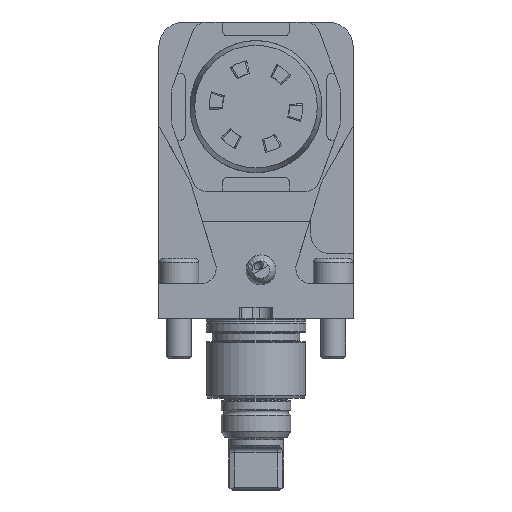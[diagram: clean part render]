
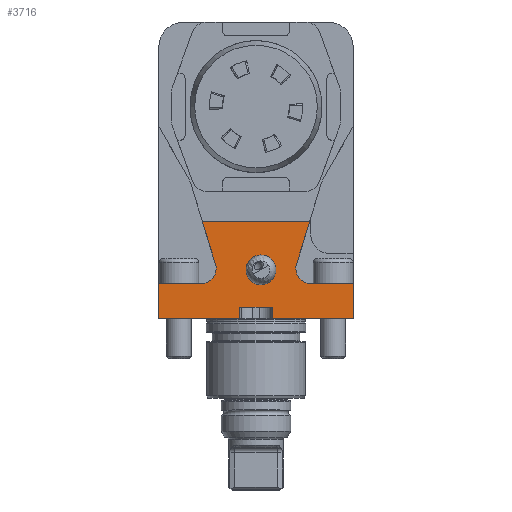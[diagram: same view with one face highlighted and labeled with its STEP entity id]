
A CAD part, top view. The second image highlights one B-rep face of the part: STEP entity #3716.
In plain terms, the highlighted planar face has unit normal (0, 0, 1).
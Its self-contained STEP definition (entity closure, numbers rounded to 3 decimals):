
#253 = CIRCLE ( 'NONE', #27739, 5.979 ) ;
#400 = CARTESIAN_POINT ( 'NONE',  ( 16.262, -63.246, 51.5 ) ) ;
#603 = ORIENTED_EDGE ( 'NONE', *, *, #18636, .F. ) ;
#614 = DIRECTION ( 'NONE',  ( 0., 0., 1. ) ) ;
#668 = VERTEX_POINT ( 'NONE', #6993 ) ;
#977 = VERTEX_POINT ( 'NONE', #8189 ) ;
#1213 = VERTEX_POINT ( 'NONE', #26880 ) ;
#2522 = ORIENTED_EDGE ( 'NONE', *, *, #9942, .F. ) ;
#2843 = AXIS2_PLACEMENT_3D ( 'NONE', #21803, #3073, #10520 ) ;
#3073 = DIRECTION ( 'NONE',  ( 0., 0., 1. ) ) ;
#3204 = LINE ( 'NONE', #17077, #28602 ) ;
#3350 = CARTESIAN_POINT ( 'NONE',  ( 39., -71., 51.5 ) ) ;
#3661 = DIRECTION ( 'NONE',  ( 1., 0., 0. ) ) ;
#3716 = ADVANCED_FACE ( 'Defeature completata1_17', ( #16282, #6904 ), #13929, .T. ) ;
#4328 = EDGE_LOOP ( 'NONE', ( #25381, #15094, #603, #16629, #10380, #29851, #5039, #26307, #6581, #7059, #10941, #10337, #4993, #23615 ) ) ;
#4336 = CARTESIAN_POINT ( 'NONE',  ( -39., -46., 51.5 ) ) ;
#4359 = CARTESIAN_POINT ( 'NONE',  ( -39., -85., 51.5 ) ) ;
#4514 = CARTESIAN_POINT ( 'NONE',  ( 6.5, -80.5, 51.5 ) ) ;
#4663 = CARTESIAN_POINT ( 'NONE',  ( 39., -46., 51.5 ) ) ;
#4802 = CARTESIAN_POINT ( 'NONE',  ( -39., -85., 51.5 ) ) ;
#4993 = ORIENTED_EDGE ( 'NONE', *, *, #18193, .F. ) ;
#5025 = EDGE_CURVE ( 'NONE', #26040, #17351, #7974, .T. ) ;
#5039 = ORIENTED_EDGE ( 'NONE', *, *, #11334, .F. ) ;
#5143 = CARTESIAN_POINT ( 'NONE',  ( -22., -71., 51.5 ) ) ;
#5164 = VECTOR ( 'NONE', #8284, 1000. ) ;
#5808 = DIRECTION ( 'NONE',  ( -0.292, 0.956, 0. ) ) ;
#6108 = VERTEX_POINT ( 'NONE', #22975 ) ;
#6454 = LINE ( 'NONE', #25380, #16218 ) ;
#6524 = VERTEX_POINT ( 'NONE', #24302 ) ;
#6581 = ORIENTED_EDGE ( 'NONE', *, *, #28238, .F. ) ;
#6904 = FACE_OUTER_BOUND ( 'NONE', #4328, .T. ) ;
#6993 = CARTESIAN_POINT ( 'NONE',  ( 21.535, -46., 51.5 ) ) ;
#7059 = ORIENTED_EDGE ( 'NONE', *, *, #27984, .F. ) ;
#7264 = DIRECTION ( 'NONE',  ( 0., 0., 1. ) ) ;
#7484 = LINE ( 'NONE', #5143, #8848 ) ;
#7487 = EDGE_CURVE ( 'NONE', #17178, #10253, #16658, .T. ) ;
#7974 = LINE ( 'NONE', #17972, #5164 ) ;
#8189 = CARTESIAN_POINT ( 'NONE',  ( 39., -85., 51.5 ) ) ;
#8284 = DIRECTION ( 'NONE',  ( -1., 0., 0. ) ) ;
#8848 = VECTOR ( 'NONE', #26548, 1000. ) ;
#8994 = CARTESIAN_POINT ( 'NONE',  ( -39., -85., 51.5 ) ) ;
#9099 = CARTESIAN_POINT ( 'NONE',  ( -6.5, -85., 51.5 ) ) ;
#9161 = DIRECTION ( 'NONE',  ( 1., 0., 0. ) ) ;
#9451 = DIRECTION ( 'NONE',  ( 0., -1., 0. ) ) ;
#9942 = EDGE_CURVE ( 'NONE', #19449, #19449, #253, .T. ) ;
#10092 = DIRECTION ( 'NONE',  ( -1., 0., 0. ) ) ;
#10201 = EDGE_CURVE ( 'NONE', #26040, #25170, #6454, .T. ) ;
#10253 = VERTEX_POINT ( 'NONE', #9099 ) ;
#10337 = ORIENTED_EDGE ( 'NONE', *, *, #7487, .T. ) ;
#10380 = ORIENTED_EDGE ( 'NONE', *, *, #17000, .F. ) ;
#10418 = LINE ( 'NONE', #17462, #30711 ) ;
#10520 = DIRECTION ( 'NONE',  ( 1., 0., 0. ) ) ;
#10941 = ORIENTED_EDGE ( 'NONE', *, *, #26361, .T. ) ;
#11053 = CARTESIAN_POINT ( 'NONE',  ( 6.5, -85., 51.5 ) ) ;
#11308 = AXIS2_PLACEMENT_3D ( 'NONE', #23151, #18316, #21102 ) ;
#11334 = EDGE_CURVE ( 'NONE', #18662, #668, #24532, .T. ) ;
#12173 = VECTOR ( 'NONE', #18556, 1000. ) ;
#12314 = CIRCLE ( 'NONE', #24296, 6. ) ;
#12815 = DIRECTION ( 'NONE',  ( 1., 0., 0. ) ) ;
#12839 = CARTESIAN_POINT ( 'NONE',  ( -26.304, -30.4, 51.5 ) ) ;
#13419 = EDGE_CURVE ( 'NONE', #25170, #977, #28528, .T. ) ;
#13485 = DIRECTION ( 'NONE',  ( 0., -1., 0. ) ) ;
#13929 = PLANE ( 'NONE',  #11308 ) ;
#14328 = DIRECTION ( 'NONE',  ( 1., 0., 0. ) ) ;
#14460 = CARTESIAN_POINT ( 'NONE',  ( 2.001, -65.5, 51.5 ) ) ;
#15094 = ORIENTED_EDGE ( 'NONE', *, *, #13419, .T. ) ;
#15502 = LINE ( 'NONE', #25043, #25672 ) ;
#15508 = EDGE_CURVE ( 'NONE', #1213, #24922, #15502, .T. ) ;
#15664 = VECTOR ( 'NONE', #14328, 1000. ) ;
#16206 = EDGE_LOOP ( 'NONE', ( #2522 ) ) ;
#16218 = VECTOR ( 'NONE', #13485, 1000. ) ;
#16272 = CIRCLE ( 'NONE', #2843, 6. ) ;
#16282 = FACE_BOUND ( 'NONE', #16206, .T. ) ;
#16629 = ORIENTED_EDGE ( 'NONE', *, *, #15508, .F. ) ;
#16658 = LINE ( 'NONE', #4359, #16978 ) ;
#16963 = DIRECTION ( 'NONE',  ( 0., -1., 0. ) ) ;
#16978 = VECTOR ( 'NONE', #9161, 1000. ) ;
#17000 = EDGE_CURVE ( 'NONE', #20094, #1213, #12314, .T. ) ;
#17077 = CARTESIAN_POINT ( 'NONE',  ( -6.5, -80.5, 51.5 ) ) ;
#17178 = VERTEX_POINT ( 'NONE', #8994 ) ;
#17351 = VERTEX_POINT ( 'NONE', #28988 ) ;
#17462 = CARTESIAN_POINT ( 'NONE',  ( 26.304, -30.4, 51.5 ) ) ;
#17608 = DIRECTION ( 'NONE',  ( -0.292, -0.956, 0. ) ) ;
#17777 = VECTOR ( 'NONE', #12815, 1000. ) ;
#17972 = CARTESIAN_POINT ( 'NONE',  ( -6.5, -80.5, 51.5 ) ) ;
#18193 = EDGE_CURVE ( 'NONE', #17351, #10253, #3204, .T. ) ;
#18316 = DIRECTION ( 'NONE',  ( 0., 0., 1. ) ) ;
#18556 = DIRECTION ( 'NONE',  ( 0., -1., 0. ) ) ;
#18636 = EDGE_CURVE ( 'NONE', #24922, #977, #28550, .T. ) ;
#18662 = VERTEX_POINT ( 'NONE', #30438 ) ;
#18836 = LINE ( 'NONE', #4336, #29201 ) ;
#19449 = VERTEX_POINT ( 'NONE', #26656 ) ;
#20094 = VERTEX_POINT ( 'NONE', #400 ) ;
#20123 = CARTESIAN_POINT ( 'NONE',  ( -39., -46., 51.5 ) ) ;
#21067 = EDGE_CURVE ( 'NONE', #6108, #18662, #22216, .T. ) ;
#21102 = DIRECTION ( 'NONE',  ( 0., -1., 0. ) ) ;
#21803 = CARTESIAN_POINT ( 'NONE',  ( -22., -65., 51.5 ) ) ;
#22216 = LINE ( 'NONE', #12839, #24741 ) ;
#22884 = VERTEX_POINT ( 'NONE', #24505 ) ;
#22975 = CARTESIAN_POINT ( 'NONE',  ( -16.262, -63.246, 51.5 ) ) ;
#23151 = CARTESIAN_POINT ( 'NONE',  ( -39., -46., 51.5 ) ) ;
#23615 = ORIENTED_EDGE ( 'NONE', *, *, #5025, .F. ) ;
#24296 = AXIS2_PLACEMENT_3D ( 'NONE', #24496, #614, #10092 ) ;
#24302 = CARTESIAN_POINT ( 'NONE',  ( -22., -71., 51.5 ) ) ;
#24496 = CARTESIAN_POINT ( 'NONE',  ( 22., -65., 51.5 ) ) ;
#24505 = CARTESIAN_POINT ( 'NONE',  ( -39., -71., 51.5 ) ) ;
#24532 = LINE ( 'NONE', #20123, #17777 ) ;
#24741 = VECTOR ( 'NONE', #5808, 1000. ) ;
#24922 = VERTEX_POINT ( 'NONE', #3350 ) ;
#25043 = CARTESIAN_POINT ( 'NONE',  ( 22., -71., 51.5 ) ) ;
#25170 = VERTEX_POINT ( 'NONE', #11053 ) ;
#25380 = CARTESIAN_POINT ( 'NONE',  ( 6.5, -80.5, 51.5 ) ) ;
#25381 = ORIENTED_EDGE ( 'NONE', *, *, #10201, .T. ) ;
#25672 = VECTOR ( 'NONE', #3661, 1000. ) ;
#26040 = VERTEX_POINT ( 'NONE', #4514 ) ;
#26076 = EDGE_CURVE ( 'NONE', #668, #20094, #10418, .T. ) ;
#26307 = ORIENTED_EDGE ( 'NONE', *, *, #21067, .F. ) ;
#26361 = EDGE_CURVE ( 'NONE', #22884, #17178, #18836, .T. ) ;
#26548 = DIRECTION ( 'NONE',  ( 1., 0., 0. ) ) ;
#26656 = CARTESIAN_POINT ( 'NONE',  ( 2.001, -71.479, 51.5 ) ) ;
#26880 = CARTESIAN_POINT ( 'NONE',  ( 22., -71., 51.5 ) ) ;
#26915 = DIRECTION ( 'NONE',  ( 0., -1., 0. ) ) ;
#27739 = AXIS2_PLACEMENT_3D ( 'NONE', #14460, #7264, #16963 ) ;
#27984 = EDGE_CURVE ( 'NONE', #22884, #6524, #7484, .T. ) ;
#28238 = EDGE_CURVE ( 'NONE', #6524, #6108, #16272, .T. ) ;
#28528 = LINE ( 'NONE', #4802, #15664 ) ;
#28550 = LINE ( 'NONE', #4663, #12173 ) ;
#28602 = VECTOR ( 'NONE', #26915, 1000. ) ;
#28988 = CARTESIAN_POINT ( 'NONE',  ( -6.5, -80.5, 51.5 ) ) ;
#29201 = VECTOR ( 'NONE', #9451, 1000. ) ;
#29851 = ORIENTED_EDGE ( 'NONE', *, *, #26076, .F. ) ;
#30438 = CARTESIAN_POINT ( 'NONE',  ( -21.535, -46., 51.5 ) ) ;
#30711 = VECTOR ( 'NONE', #17608, 1000. ) ;
